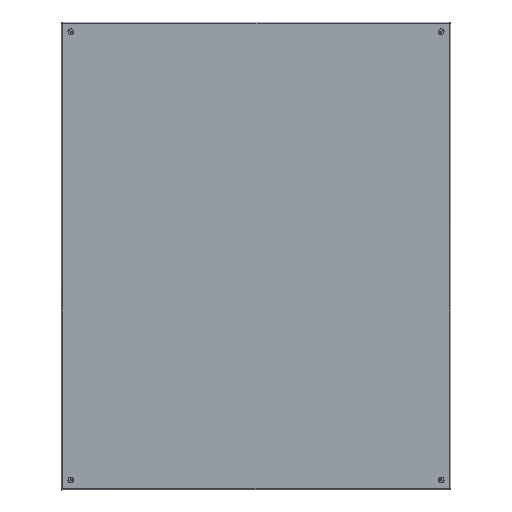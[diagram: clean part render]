
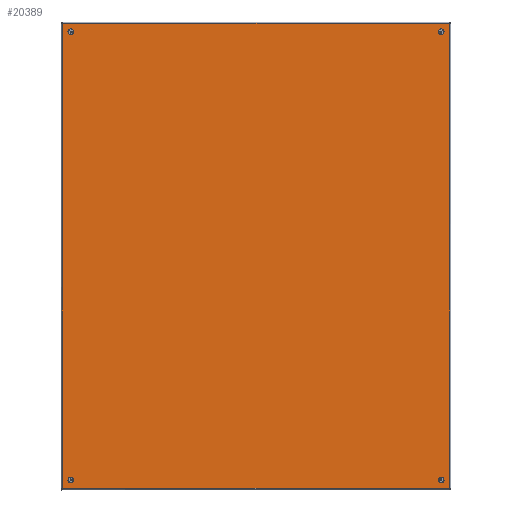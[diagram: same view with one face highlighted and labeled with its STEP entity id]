
A CAD part, top view. The second image highlights one B-rep face of the part: STEP entity #20389.
In plain terms, the highlighted face is planar.
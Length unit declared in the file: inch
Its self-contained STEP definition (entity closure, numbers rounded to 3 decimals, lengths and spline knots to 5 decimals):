
#15490=CARTESIAN_POINT('',(0.53125,0.75,0.0));
#15491=VERTEX_POINT('',#15490);
#15492=CARTESIAN_POINT('',(0.75,0.75,0.0));
#15493=DIRECTION('',(0.0,0.0,1.0));
#15494=DIRECTION('',(1.0,0.0,0.0));
#15495=AXIS2_PLACEMENT_3D('',#15492,#15493,#15494);
#15496=CIRCLE('',#15495,0.21875);
#15497=EDGE_CURVE('',#15491,#15491,#15496,.T.);
#15518=CARTESIAN_POINT('',(29.03125,0.75,0.0));
#15519=VERTEX_POINT('',#15518);
#15520=CARTESIAN_POINT('',(29.25,0.75,0.0));
#15521=DIRECTION('',(0.0,0.0,1.0));
#15522=DIRECTION('',(1.0,0.0,0.0));
#15523=AXIS2_PLACEMENT_3D('',#15520,#15521,#15522);
#15524=CIRCLE('',#15523,0.21875);
#15525=EDGE_CURVE('',#15519,#15519,#15524,.T.);
#15546=CARTESIAN_POINT('',(0.53125,35.25,0.0));
#15547=VERTEX_POINT('',#15546);
#15548=CARTESIAN_POINT('',(0.75,35.25,0.0));
#15549=DIRECTION('',(0.0,0.0,1.0));
#15550=DIRECTION('',(1.0,0.0,0.0));
#15551=AXIS2_PLACEMENT_3D('',#15548,#15549,#15550);
#15552=CIRCLE('',#15551,0.21875);
#15553=EDGE_CURVE('',#15547,#15547,#15552,.T.);
#15574=CARTESIAN_POINT('',(29.03125,35.25,0.0));
#15575=VERTEX_POINT('',#15574);
#15576=CARTESIAN_POINT('',(29.25,35.25,0.0));
#15577=DIRECTION('',(0.0,0.0,1.0));
#15578=DIRECTION('',(1.0,0.0,0.0));
#15579=AXIS2_PLACEMENT_3D('',#15576,#15577,#15578);
#15580=CIRCLE('',#15579,0.21875);
#15581=EDGE_CURVE('',#15575,#15575,#15580,.T.);
#19167=CARTESIAN_POINT('',(29.89475,35.88277,0.0));
#19168=VERTEX_POINT('',#19167);
#19265=CARTESIAN_POINT('',(29.89475,0.11723,0.0));
#19266=VERTEX_POINT('',#19265);
#19309=CARTESIAN_POINT('',(29.89475,35.88277,0.0));
#19310=DIRECTION('',(0.0,-1.0,0.0));
#19311=VECTOR('',#19310,35.76553);
#19312=LINE('',#19309,#19311);
#19313=EDGE_CURVE('',#19168,#19266,#19312,.T.);
#19484=CARTESIAN_POINT('',(0.11723,35.89475,0.));
#19485=VERTEX_POINT('',#19484);
#19582=CARTESIAN_POINT('',(29.88277,35.89475,0.0));
#19583=VERTEX_POINT('',#19582);
#19626=CARTESIAN_POINT('',(0.11723,35.89475,0.0));
#19627=DIRECTION('',(1.0,0.0,0.0));
#19628=VECTOR('',#19627,29.76553);
#19629=LINE('',#19626,#19628);
#19630=EDGE_CURVE('',#19485,#19583,#19629,.T.);
#19797=CARTESIAN_POINT('',(0.10525,0.11723,0.0));
#19798=VERTEX_POINT('',#19797);
#19895=CARTESIAN_POINT('',(0.10525,35.88277,0.0));
#19896=VERTEX_POINT('',#19895);
#19939=CARTESIAN_POINT('',(0.10525,0.11723,0.0));
#19940=DIRECTION('',(0.0,1.0,0.0));
#19941=VECTOR('',#19940,35.76553);
#19942=LINE('',#19939,#19941);
#19943=EDGE_CURVE('',#19798,#19896,#19942,.T.);
#20110=CARTESIAN_POINT('',(29.88277,0.10525,0.0));
#20111=VERTEX_POINT('',#20110);
#20166=CARTESIAN_POINT('',(0.11723,0.10525,0.0));
#20167=VERTEX_POINT('',#20166);
#20181=CARTESIAN_POINT('',(29.88277,0.10525,0.0));
#20182=DIRECTION('',(-1.0,0.0,0.0));
#20183=VECTOR('',#20182,29.76553);
#20184=LINE('',#20181,#20183);
#20185=EDGE_CURVE('',#20111,#20167,#20184,.T.);
#20276=CARTESIAN_POINT('',(0.06211,0.06211,0.0));
#20277=DIRECTION('',(0.0,0.0,1.0));
#20278=DIRECTION('',(1.0,0.0,0.0));
#20279=AXIS2_PLACEMENT_3D('',#20276,#20277,#20278);
#20280=CIRCLE('',#20279,0.07);
#20281=EDGE_CURVE('',#20167,#19798,#20280,.T.);
#20338=CARTESIAN_POINT('',(29.93789,0.06211,0.0));
#20339=DIRECTION('',(0.0,0.0,1.0));
#20340=DIRECTION('',(1.0,0.0,0.0));
#20341=AXIS2_PLACEMENT_3D('',#20338,#20339,#20340);
#20342=CIRCLE('',#20341,0.07);
#20343=EDGE_CURVE('',#19266,#20111,#20342,.T.);
#20350=CARTESIAN_POINT('',(15.,18.,0.0));
#20351=DIRECTION('',(0.0,0.0,1.0));
#20352=DIRECTION('',(1.0,0.0,0.0));
#20353=AXIS2_PLACEMENT_3D('',#20350,#20351,#20352);
#20354=PLANE('',#20353);
#20355=ORIENTED_EDGE('',*,*,#20185,.T.);
#20356=ORIENTED_EDGE('',*,*,#20281,.T.);
#20357=ORIENTED_EDGE('',*,*,#19943,.T.);
#20358=CARTESIAN_POINT('',(0.06211,35.93789,0.0));
#20359=DIRECTION('',(0.0,0.0,1.0));
#20360=DIRECTION('',(1.0,0.0,0.0));
#20361=AXIS2_PLACEMENT_3D('',#20358,#20359,#20360);
#20362=CIRCLE('',#20361,0.07);
#20363=EDGE_CURVE('',#19896,#19485,#20362,.T.);
#20364=ORIENTED_EDGE('',*,*,#20363,.T.);
#20365=ORIENTED_EDGE('',*,*,#19630,.T.);
#20366=CARTESIAN_POINT('',(29.93789,35.93789,0.0));
#20367=DIRECTION('',(0.0,0.0,1.0));
#20368=DIRECTION('',(1.0,0.0,0.0));
#20369=AXIS2_PLACEMENT_3D('',#20366,#20367,#20368);
#20370=CIRCLE('',#20369,0.07);
#20371=EDGE_CURVE('',#19583,#19168,#20370,.T.);
#20372=ORIENTED_EDGE('',*,*,#20371,.T.);
#20373=ORIENTED_EDGE('',*,*,#19313,.T.);
#20374=ORIENTED_EDGE('',*,*,#20343,.T.);
#20375=EDGE_LOOP('',(#20355,#20356,#20357,#20364,#20365,#20372,#20373,#20374));
#20376=FACE_OUTER_BOUND('',#20375,.T.);
#20377=ORIENTED_EDGE('',*,*,#15497,.T.);
#20378=EDGE_LOOP('',(#20377));
#20379=FACE_BOUND('',#20378,.T.);
#20380=ORIENTED_EDGE('',*,*,#15525,.T.);
#20381=EDGE_LOOP('',(#20380));
#20382=FACE_BOUND('',#20381,.T.);
#20383=ORIENTED_EDGE('',*,*,#15553,.T.);
#20384=EDGE_LOOP('',(#20383));
#20385=FACE_BOUND('',#20384,.T.);
#20386=ORIENTED_EDGE('',*,*,#15581,.T.);
#20387=EDGE_LOOP('',(#20386));
#20388=FACE_BOUND('',#20387,.T.);
#20389=ADVANCED_FACE('',(#20376,#20379,#20382,#20385,#20388),#20354,.F.);
